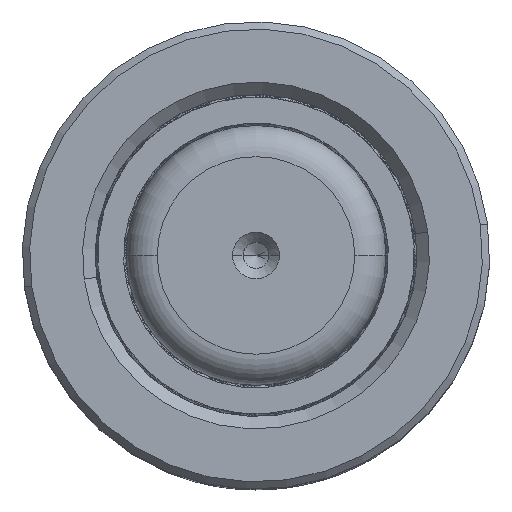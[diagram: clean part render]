
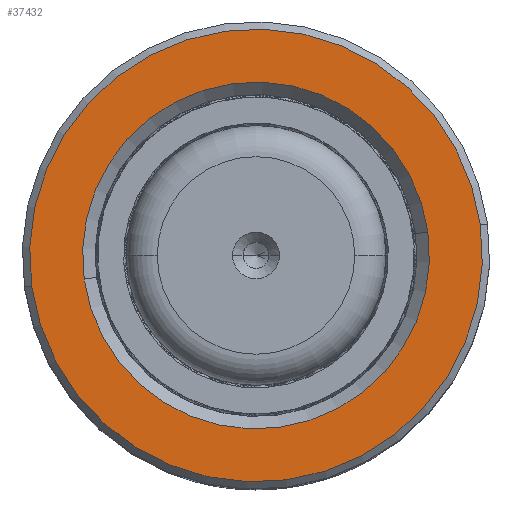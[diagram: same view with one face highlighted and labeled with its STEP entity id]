
A CAD part, top view. The second image highlights one B-rep face of the part: STEP entity #37432.
In plain terms, the highlighted planar face has unit normal (0, 0, 1).
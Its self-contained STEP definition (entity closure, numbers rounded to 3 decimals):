
#3842 = FACE_BOUND ( 'NONE', #14748, .T. ) ;
#4053 = AXIS2_PLACEMENT_3D ( 'NONE', #28842, #22506, #43736 ) ;
#4615 = ORIENTED_EDGE ( 'NONE', *, *, #38114, .T. ) ;
#6055 = DIRECTION ( 'NONE',  ( 1., 0., 0. ) ) ;
#6118 = DIRECTION ( 'NONE',  ( 0., 0., 1. ) ) ;
#10354 = CARTESIAN_POINT ( 'NONE',  ( 0., 0., 50. ) ) ;
#11369 = CARTESIAN_POINT ( 'NONE',  ( 0., 0., 50. ) ) ;
#12384 = VERTEX_POINT ( 'NONE', #20437 ) ;
#13041 = AXIS2_PLACEMENT_3D ( 'NONE', #11369, #32080, #43676 ) ;
#13497 = CIRCLE ( 'NONE', #19546, 21.8 ) ;
#14748 = EDGE_LOOP ( 'NONE', ( #15665, #4615 ) ) ;
#15665 = ORIENTED_EDGE ( 'NONE', *, *, #18155, .T. ) ;
#17355 = EDGE_CURVE ( 'NONE', #36427, #39281, #13497, .T. ) ;
#18086 = AXIS2_PLACEMENT_3D ( 'NONE', #43881, #44113, #33694 ) ;
#18155 = EDGE_CURVE ( 'NONE', #12384, #41497, #38364, .T. ) ;
#19546 = AXIS2_PLACEMENT_3D ( 'NONE', #20916, #28401, #6055 ) ;
#20437 = CARTESIAN_POINT ( 'NONE',  ( 16.7, 0., 50. ) ) ;
#20916 = CARTESIAN_POINT ( 'NONE',  ( 0., 0., 50. ) ) ;
#22221 = AXIS2_PLACEMENT_3D ( 'NONE', #10354, #6118, #34845 ) ;
#22506 = DIRECTION ( 'NONE',  ( 0., 0., -1. ) ) ;
#25684 = EDGE_LOOP ( 'NONE', ( #42344, #38864 ) ) ;
#28401 = DIRECTION ( 'NONE',  ( 0., 0., 1. ) ) ;
#28598 = CARTESIAN_POINT ( 'NONE',  ( -16.7, 0., 50. ) ) ;
#28842 = CARTESIAN_POINT ( 'NONE',  ( 0., 0., 50. ) ) ;
#31857 = CIRCLE ( 'NONE', #4053, 16.7 ) ;
#32080 = DIRECTION ( 'NONE',  ( 0., 0., 1. ) ) ;
#32548 = FACE_OUTER_BOUND ( 'NONE', #25684, .T. ) ;
#33694 = DIRECTION ( 'NONE',  ( 1., 0., 0. ) ) ;
#33841 = CARTESIAN_POINT ( 'NONE',  ( -21.8, 0., 50. ) ) ;
#34845 = DIRECTION ( 'NONE',  ( 1., 0., 0. ) ) ;
#35620 = PLANE ( 'NONE',  #13041 ) ;
#35704 = CIRCLE ( 'NONE', #22221, 21.8 ) ;
#36427 = VERTEX_POINT ( 'NONE', #33841 ) ;
#37432 = ADVANCED_FACE ( 'NONE', ( #32548, #3842 ), #35620, .T. ) ;
#38114 = EDGE_CURVE ( 'NONE', #41497, #12384, #31857, .T. ) ;
#38364 = CIRCLE ( 'NONE', #18086, 16.7 ) ;
#38864 = ORIENTED_EDGE ( 'NONE', *, *, #45410, .T. ) ;
#39281 = VERTEX_POINT ( 'NONE', #39378 ) ;
#39378 = CARTESIAN_POINT ( 'NONE',  ( 21.8, 0., 50. ) ) ;
#41497 = VERTEX_POINT ( 'NONE', #28598 ) ;
#42344 = ORIENTED_EDGE ( 'NONE', *, *, #17355, .T. ) ;
#43676 = DIRECTION ( 'NONE',  ( 1., 0., 0. ) ) ;
#43736 = DIRECTION ( 'NONE',  ( 1., 0., 0. ) ) ;
#43881 = CARTESIAN_POINT ( 'NONE',  ( 0., 0., 50. ) ) ;
#44113 = DIRECTION ( 'NONE',  ( 0., 0., -1. ) ) ;
#45410 = EDGE_CURVE ( 'NONE', #39281, #36427, #35704, .T. ) ;
